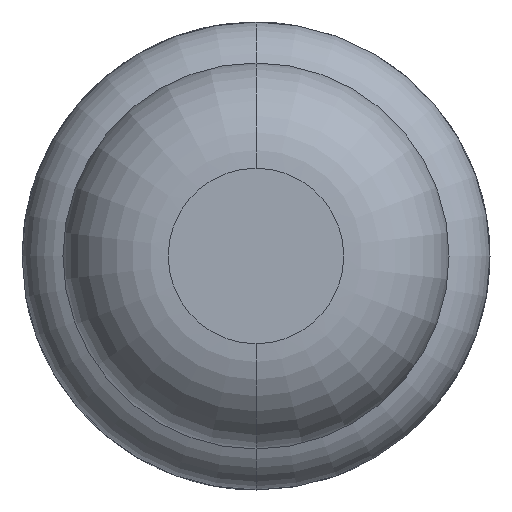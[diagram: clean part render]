
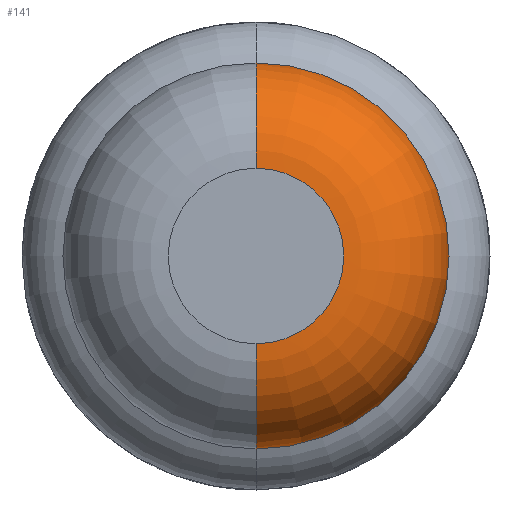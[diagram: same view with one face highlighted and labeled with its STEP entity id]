
A CAD part, front view. The second image highlights one B-rep face of the part: STEP entity #141.
In plain terms, the highlighted toroidal (fillet/blend) face has major radius 0.375 mm and minor radius 0.45 mm.
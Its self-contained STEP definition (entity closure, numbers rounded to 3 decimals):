
#55 = EDGE_CURVE ( 'NONE', #3619, #2108, #496, .T. ) ;
#77 = CIRCLE ( 'NONE', #3852, 0.825 ) ;
#141 = ADVANCED_FACE ( 'Defeature ausgef�hrt1_6', ( #3157 ), #2118, .T. ) ;
#419 = VERTEX_POINT ( 'NONE', #742 ) ;
#493 = DIRECTION ( 'NONE',  ( -1., 0., 0. ) ) ;
#496 = CIRCLE ( 'NONE', #1046, 0.45 ) ;
#514 = CARTESIAN_POINT ( 'NONE',  ( 0., -29.95, -0.825 ) ) ;
#619 = CARTESIAN_POINT ( 'NONE',  ( 0., -30.4, -0.375 ) ) ;
#742 = CARTESIAN_POINT ( 'NONE',  ( 0., -30.4, 0.375 ) ) ;
#800 = DIRECTION ( 'NONE',  ( 0., 1., 0. ) ) ;
#1030 = ORIENTED_EDGE ( 'NONE', *, *, #55, .T. ) ;
#1046 = AXIS2_PLACEMENT_3D ( 'NONE', #3759, #2751, #2392 ) ;
#1242 = CARTESIAN_POINT ( 'NONE',  ( 0., -29.95, 0.825 ) ) ;
#1318 = DIRECTION ( 'NONE',  ( 0., 0., 1. ) ) ;
#1511 = DIRECTION ( 'NONE',  ( 0., 0., 1. ) ) ;
#1627 = DIRECTION ( 'NONE',  ( 0., 1., 0. ) ) ;
#1746 = AXIS2_PLACEMENT_3D ( 'NONE', #3214, #800, #1511 ) ;
#1814 = CIRCLE ( 'NONE', #3601, 0.375 ) ;
#1817 = CARTESIAN_POINT ( 'NONE',  ( 0., -30.4, 0. ) ) ;
#2002 = CIRCLE ( 'NONE', #3541, 0.45 ) ;
#2020 = EDGE_LOOP ( 'NONE', ( #2580, #1030, #3709, #4030 ) ) ;
#2095 = EDGE_CURVE ( 'NONE', #419, #2918, #2002, .T. ) ;
#2108 = VERTEX_POINT ( 'NONE', #514 ) ;
#2118 = TOROIDAL_SURFACE ( 'NONE', #1746, 0.375, 0.45 ) ;
#2150 = EDGE_CURVE ( 'Defeature ausgef�hrt1_7+Defeature ausgef�hrt1_6+Defeature ausgef�hrt1_6+Defeature ausgef�hrt1_6', #2918, #2108, #77, .T. ) ;
#2392 = DIRECTION ( 'NONE',  ( 0., 0., -1. ) ) ;
#2519 = DIRECTION ( 'NONE',  ( 0., 1., 0. ) ) ;
#2554 = CARTESIAN_POINT ( 'NONE',  ( 0., -29.95, 0.375 ) ) ;
#2580 = ORIENTED_EDGE ( 'NONE', *, *, #3505, .T. ) ;
#2751 = DIRECTION ( 'NONE',  ( 1., 0., 0. ) ) ;
#2873 = DIRECTION ( 'NONE',  ( 0., 0., 1. ) ) ;
#2904 = DIRECTION ( 'NONE',  ( 0., 0., 1. ) ) ;
#2918 = VERTEX_POINT ( 'NONE', #1242 ) ;
#3157 = FACE_OUTER_BOUND ( 'NONE', #2020, .T. ) ;
#3214 = CARTESIAN_POINT ( 'NONE',  ( 0., -29.95, 0. ) ) ;
#3371 = CARTESIAN_POINT ( 'NONE',  ( 0., -29.95, 0. ) ) ;
#3505 = EDGE_CURVE ( 'Defeature ausgef�hrt1_6+Defeature ausgef�hrt1_5+Defeature ausgef�hrt1_5+Defeature ausgef�hrt1_5', #419, #3619, #1814, .T. ) ;
#3541 = AXIS2_PLACEMENT_3D ( 'NONE', #2554, #493, #2904 ) ;
#3601 = AXIS2_PLACEMENT_3D ( 'NONE', #1817, #2519, #2873 ) ;
#3619 = VERTEX_POINT ( 'NONE', #619 ) ;
#3709 = ORIENTED_EDGE ( 'NONE', *, *, #2150, .F. ) ;
#3759 = CARTESIAN_POINT ( 'NONE',  ( 0., -29.95, -0.375 ) ) ;
#3852 = AXIS2_PLACEMENT_3D ( 'NONE', #3371, #1627, #1318 ) ;
#4030 = ORIENTED_EDGE ( 'NONE', *, *, #2095, .F. ) ;
